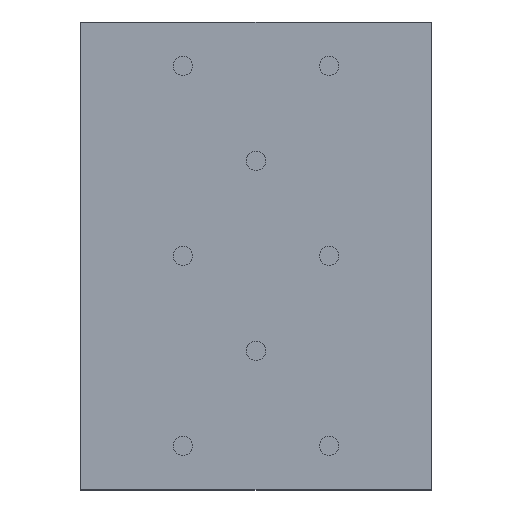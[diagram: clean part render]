
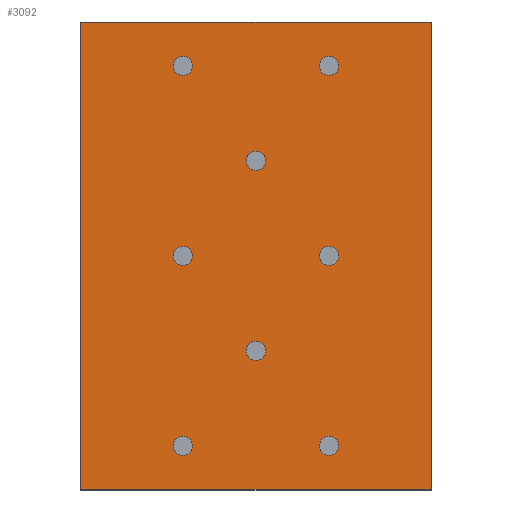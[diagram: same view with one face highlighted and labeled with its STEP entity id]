
A CAD part, top view. The second image highlights one B-rep face of the part: STEP entity #3092.
In plain terms, the highlighted planar face has unit normal (0, 0, 1).
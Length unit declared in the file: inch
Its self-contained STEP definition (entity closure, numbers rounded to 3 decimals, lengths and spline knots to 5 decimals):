
#1818=CARTESIAN_POINT('',(-0.543,-1.125,0.4125));
#1819=VERTEX_POINT('',#1818);
#1835=CARTESIAN_POINT('',(-0.707,-1.125,0.4125));
#1836=VERTEX_POINT('',#1835);
#1843=CARTESIAN_POINT('',(-0.625,-1.125,0.4125));
#1844=DIRECTION('',(0.0,0.0,-1.0));
#1845=DIRECTION('',(1.0,0.0,0.0));
#1846=AXIS2_PLACEMENT_3D('',#1843,#1844,#1845);
#1847=CIRCLE('',#1846,0.082);
#1848=EDGE_CURVE('',#1819,#1836,#1847,.T.);
#1881=CARTESIAN_POINT('',(0.707,2.125,0.4125));
#1882=VERTEX_POINT('',#1881);
#1898=CARTESIAN_POINT('',(0.543,2.125,0.4125));
#1899=VERTEX_POINT('',#1898);
#1906=CARTESIAN_POINT('',(0.625,2.125,0.4125));
#1907=DIRECTION('',(0.0,0.0,-1.0));
#1908=DIRECTION('',(1.0,0.0,0.0));
#1909=AXIS2_PLACEMENT_3D('',#1906,#1907,#1908);
#1910=CIRCLE('',#1909,0.082);
#1911=EDGE_CURVE('',#1882,#1899,#1910,.T.);
#1944=CARTESIAN_POINT('',(0.707,-1.125,0.4125));
#1945=VERTEX_POINT('',#1944);
#1961=CARTESIAN_POINT('',(0.543,-1.125,0.4125));
#1962=VERTEX_POINT('',#1961);
#1969=CARTESIAN_POINT('',(0.625,-1.125,0.4125));
#1970=DIRECTION('',(0.0,0.0,-1.0));
#1971=DIRECTION('',(1.0,0.0,0.0));
#1972=AXIS2_PLACEMENT_3D('',#1969,#1970,#1971);
#1973=CIRCLE('',#1972,0.082);
#1974=EDGE_CURVE('',#1945,#1962,#1973,.T.);
#2007=CARTESIAN_POINT('',(-0.543,0.5,0.4125));
#2008=VERTEX_POINT('',#2007);
#2024=CARTESIAN_POINT('',(-0.707,0.5,0.4125));
#2025=VERTEX_POINT('',#2024);
#2032=CARTESIAN_POINT('',(-0.625,0.5,0.4125));
#2033=DIRECTION('',(0.0,0.0,-1.0));
#2034=DIRECTION('',(1.0,0.0,0.0));
#2035=AXIS2_PLACEMENT_3D('',#2032,#2033,#2034);
#2036=CIRCLE('',#2035,0.082);
#2037=EDGE_CURVE('',#2008,#2025,#2036,.T.);
#2070=CARTESIAN_POINT('',(0.707,0.5,0.4125));
#2071=VERTEX_POINT('',#2070);
#2087=CARTESIAN_POINT('',(0.543,0.5,0.4125));
#2088=VERTEX_POINT('',#2087);
#2095=CARTESIAN_POINT('',(0.625,0.5,0.4125));
#2096=DIRECTION('',(0.0,0.0,-1.0));
#2097=DIRECTION('',(1.0,0.0,0.0));
#2098=AXIS2_PLACEMENT_3D('',#2095,#2096,#2097);
#2099=CIRCLE('',#2098,0.082);
#2100=EDGE_CURVE('',#2071,#2088,#2099,.T.);
#2133=CARTESIAN_POINT('',(-0.543,2.125,0.4125));
#2134=VERTEX_POINT('',#2133);
#2150=CARTESIAN_POINT('',(-0.707,2.125,0.4125));
#2151=VERTEX_POINT('',#2150);
#2158=CARTESIAN_POINT('',(-0.625,2.125,0.4125));
#2159=DIRECTION('',(0.0,0.0,-1.0));
#2160=DIRECTION('',(1.0,0.0,0.0));
#2161=AXIS2_PLACEMENT_3D('',#2158,#2159,#2160);
#2162=CIRCLE('',#2161,0.082);
#2163=EDGE_CURVE('',#2134,#2151,#2162,.T.);
#2196=CARTESIAN_POINT('',(0.082,-0.312,0.4125));
#2197=VERTEX_POINT('',#2196);
#2213=CARTESIAN_POINT('',(-0.082,-0.312,0.4125));
#2214=VERTEX_POINT('',#2213);
#2221=CARTESIAN_POINT('',(0.,-0.312,0.4125));
#2222=DIRECTION('',(0.0,0.0,-1.0));
#2223=DIRECTION('',(1.0,0.0,0.0));
#2224=AXIS2_PLACEMENT_3D('',#2221,#2222,#2223);
#2225=CIRCLE('',#2224,0.082);
#2226=EDGE_CURVE('',#2197,#2214,#2225,.T.);
#2259=CARTESIAN_POINT('',(0.082,1.313,0.4125));
#2260=VERTEX_POINT('',#2259);
#2276=CARTESIAN_POINT('',(-0.082,1.313,0.4125));
#2277=VERTEX_POINT('',#2276);
#2284=CARTESIAN_POINT('',(0.,1.313,0.4125));
#2285=DIRECTION('',(0.0,0.0,-1.0));
#2286=DIRECTION('',(1.0,0.0,0.0));
#2287=AXIS2_PLACEMENT_3D('',#2284,#2285,#2286);
#2288=CIRCLE('',#2287,0.082);
#2289=EDGE_CURVE('',#2260,#2277,#2288,.T.);
#2321=CARTESIAN_POINT('',(0.,1.313,0.4125));
#2322=DIRECTION('',(0.0,0.0,-1.0));
#2323=DIRECTION('',(1.0,0.0,0.0));
#2324=AXIS2_PLACEMENT_3D('',#2321,#2322,#2323);
#2325=CIRCLE('',#2324,0.082);
#2326=EDGE_CURVE('',#2277,#2260,#2325,.T.);
#2366=CARTESIAN_POINT('',(0.,-0.312,0.4125));
#2367=DIRECTION('',(0.0,0.0,-1.0));
#2368=DIRECTION('',(1.0,0.0,0.0));
#2369=AXIS2_PLACEMENT_3D('',#2366,#2367,#2368);
#2370=CIRCLE('',#2369,0.082);
#2371=EDGE_CURVE('',#2214,#2197,#2370,.T.);
#2411=CARTESIAN_POINT('',(-0.625,2.125,0.4125));
#2412=DIRECTION('',(0.0,0.0,-1.0));
#2413=DIRECTION('',(1.0,0.0,0.0));
#2414=AXIS2_PLACEMENT_3D('',#2411,#2412,#2413);
#2415=CIRCLE('',#2414,0.082);
#2416=EDGE_CURVE('',#2151,#2134,#2415,.T.);
#2456=CARTESIAN_POINT('',(0.625,0.5,0.4125));
#2457=DIRECTION('',(0.0,0.0,-1.0));
#2458=DIRECTION('',(1.0,0.0,0.0));
#2459=AXIS2_PLACEMENT_3D('',#2456,#2457,#2458);
#2460=CIRCLE('',#2459,0.082);
#2461=EDGE_CURVE('',#2088,#2071,#2460,.T.);
#2501=CARTESIAN_POINT('',(-0.625,0.5,0.4125));
#2502=DIRECTION('',(0.0,0.0,-1.0));
#2503=DIRECTION('',(1.0,0.0,0.0));
#2504=AXIS2_PLACEMENT_3D('',#2501,#2502,#2503);
#2505=CIRCLE('',#2504,0.082);
#2506=EDGE_CURVE('',#2025,#2008,#2505,.T.);
#2546=CARTESIAN_POINT('',(0.625,-1.125,0.4125));
#2547=DIRECTION('',(0.0,0.0,-1.0));
#2548=DIRECTION('',(1.0,0.0,0.0));
#2549=AXIS2_PLACEMENT_3D('',#2546,#2547,#2548);
#2550=CIRCLE('',#2549,0.082);
#2551=EDGE_CURVE('',#1962,#1945,#2550,.T.);
#2591=CARTESIAN_POINT('',(0.625,2.125,0.4125));
#2592=DIRECTION('',(0.0,0.0,-1.0));
#2593=DIRECTION('',(1.0,0.0,0.0));
#2594=AXIS2_PLACEMENT_3D('',#2591,#2592,#2593);
#2595=CIRCLE('',#2594,0.082);
#2596=EDGE_CURVE('',#1899,#1882,#2595,.T.);
#2664=CARTESIAN_POINT('',(-1.5,2.5,0.4125));
#2665=VERTEX_POINT('',#2664);
#2672=CARTESIAN_POINT('',(1.5,2.5,0.4125));
#2673=VERTEX_POINT('',#2672);
#2674=CARTESIAN_POINT('',(1.5,2.5,0.4125));
#2675=DIRECTION('',(-1.0,0.0,0.0));
#2676=VECTOR('',#2675,3.);
#2677=LINE('',#2674,#2676);
#2678=EDGE_CURVE('',#2673,#2665,#2677,.T.);
#2740=CARTESIAN_POINT('',(-0.625,-1.125,0.4125));
#2741=DIRECTION('',(0.0,0.0,-1.0));
#2742=DIRECTION('',(1.0,0.0,0.0));
#2743=AXIS2_PLACEMENT_3D('',#2740,#2741,#2742);
#2744=CIRCLE('',#2743,0.082);
#2745=EDGE_CURVE('',#1836,#1819,#2744,.T.);
#3018=CARTESIAN_POINT('',(1.5,-1.5,0.4125));
#3019=VERTEX_POINT('',#3018);
#3020=CARTESIAN_POINT('',(1.5,-1.5,0.4125));
#3021=DIRECTION('',(0.0,1.0,0.0));
#3022=VECTOR('',#3021,4.0);
#3023=LINE('',#3020,#3022);
#3024=EDGE_CURVE('',#3019,#2673,#3023,.T.);
#3037=CARTESIAN_POINT('',(1.5,-1.5,0.4125));
#3038=DIRECTION('',(0.0,0.0,1.0));
#3039=DIRECTION('',(1.0,0.0,0.0));
#3040=AXIS2_PLACEMENT_3D('',#3037,#3038,#3039);
#3041=PLANE('',#3040);
#3042=CARTESIAN_POINT('',(-1.5,-1.5,0.4125));
#3043=VERTEX_POINT('',#3042);
#3044=CARTESIAN_POINT('',(-1.5,-1.5,0.4125));
#3045=DIRECTION('',(0.0,1.0,0.0));
#3046=VECTOR('',#3045,4.0);
#3047=LINE('',#3044,#3046);
#3048=EDGE_CURVE('',#3043,#2665,#3047,.T.);
#3049=ORIENTED_EDGE('',*,*,#3048,.F.);
#3050=CARTESIAN_POINT('',(-1.5,-1.5,0.4125));
#3051=DIRECTION('',(1.0,0.0,0.0));
#3052=VECTOR('',#3051,3.);
#3053=LINE('',#3050,#3052);
#3054=EDGE_CURVE('',#3043,#3019,#3053,.T.);
#3055=ORIENTED_EDGE('',*,*,#3054,.T.);
#3056=ORIENTED_EDGE('',*,*,#3024,.T.);
#3057=ORIENTED_EDGE('',*,*,#2678,.T.);
#3058=EDGE_LOOP('',(#3049,#3055,#3056,#3057));
#3059=FACE_OUTER_BOUND('',#3058,.T.);
#3060=ORIENTED_EDGE('',*,*,#2289,.T.);
#3061=ORIENTED_EDGE('',*,*,#2326,.T.);
#3062=EDGE_LOOP('',(#3060,#3061));
#3063=FACE_BOUND('',#3062,.T.);
#3064=ORIENTED_EDGE('',*,*,#2226,.T.);
#3065=ORIENTED_EDGE('',*,*,#2371,.T.);
#3066=EDGE_LOOP('',(#3064,#3065));
#3067=FACE_BOUND('',#3066,.T.);
#3068=ORIENTED_EDGE('',*,*,#2163,.T.);
#3069=ORIENTED_EDGE('',*,*,#2416,.T.);
#3070=EDGE_LOOP('',(#3068,#3069));
#3071=FACE_BOUND('',#3070,.T.);
#3072=ORIENTED_EDGE('',*,*,#2100,.T.);
#3073=ORIENTED_EDGE('',*,*,#2461,.T.);
#3074=EDGE_LOOP('',(#3072,#3073));
#3075=FACE_BOUND('',#3074,.T.);
#3076=ORIENTED_EDGE('',*,*,#2037,.T.);
#3077=ORIENTED_EDGE('',*,*,#2506,.T.);
#3078=EDGE_LOOP('',(#3076,#3077));
#3079=FACE_BOUND('',#3078,.T.);
#3080=ORIENTED_EDGE('',*,*,#1974,.T.);
#3081=ORIENTED_EDGE('',*,*,#2551,.T.);
#3082=EDGE_LOOP('',(#3080,#3081));
#3083=FACE_BOUND('',#3082,.T.);
#3084=ORIENTED_EDGE('',*,*,#1911,.T.);
#3085=ORIENTED_EDGE('',*,*,#2596,.T.);
#3086=EDGE_LOOP('',(#3084,#3085));
#3087=FACE_BOUND('',#3086,.T.);
#3088=ORIENTED_EDGE('',*,*,#1848,.T.);
#3089=ORIENTED_EDGE('',*,*,#2745,.T.);
#3090=EDGE_LOOP('',(#3088,#3089));
#3091=FACE_BOUND('',#3090,.T.);
#3092=ADVANCED_FACE('',(#3059,#3063,#3067,#3071,#3075,#3079,#3083,#3087,#3091),#3041,.T.);
